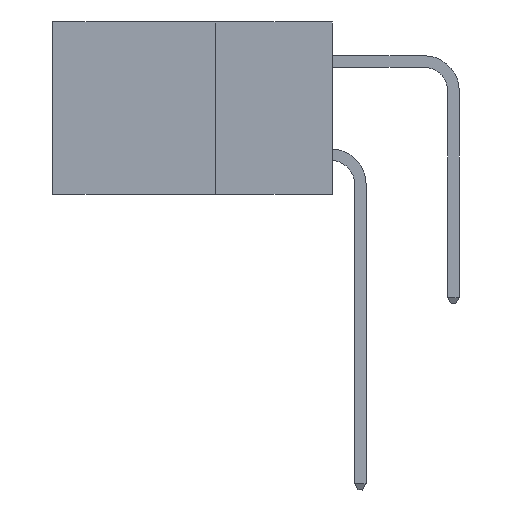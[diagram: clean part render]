
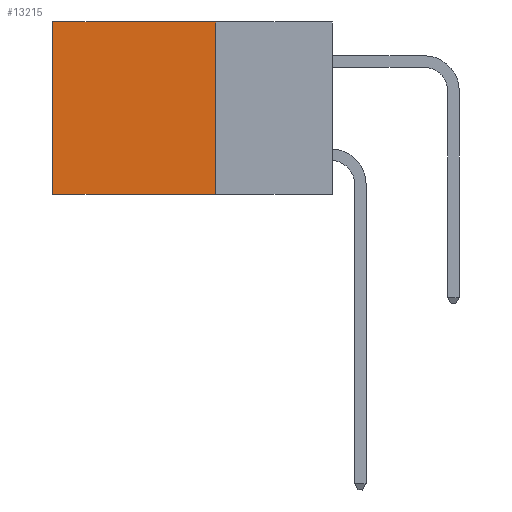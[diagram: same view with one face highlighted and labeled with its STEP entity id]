
A CAD part, left-side view. The second image highlights one B-rep face of the part: STEP entity #13215.
In plain terms, the highlighted planar face has unit normal (-1, 0, 0).
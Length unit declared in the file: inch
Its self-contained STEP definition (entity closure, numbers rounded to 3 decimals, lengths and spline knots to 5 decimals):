
#596 = PLANE ( 'NONE',  #9986 ) ;
#962 = VECTOR ( 'NONE', #3844, 39.37008 ) ;
#1192 = EDGE_CURVE ( 'NONE', #8886, #13717, #12197, .T. ) ;
#1521 = CARTESIAN_POINT ( 'NONE',  ( 0.2615, 0.25, -0.37 ) ) ;
#1800 = VECTOR ( 'NONE', #7028, 39.37008 ) ;
#2137 = CARTESIAN_POINT ( 'NONE',  ( 0.2615, 0.6, -0.37 ) ) ;
#2292 = CARTESIAN_POINT ( 'NONE',  ( 0.2615, 0.25, -0.37 ) ) ;
#2704 = ORIENTED_EDGE ( 'NONE', *, *, #1192, .F. ) ;
#2858 = CARTESIAN_POINT ( 'NONE',  ( 0.2615, 0.25, -0.37 ) ) ;
#3261 = CARTESIAN_POINT ( 'NONE',  ( 0.2615, 0.25, 0. ) ) ;
#3732 = ORIENTED_EDGE ( 'NONE', *, *, #12003, .T. ) ;
#3844 = DIRECTION ( 'NONE',  ( 0., 0., -1. ) ) ;
#3929 = CARTESIAN_POINT ( 'NONE',  ( 0.2615, 0.25, -0.37 ) ) ;
#4009 = VERTEX_POINT ( 'NONE', #6406 ) ;
#4052 = EDGE_CURVE ( 'NONE', #9632, #13717, #9666, .T. ) ;
#4632 = VECTOR ( 'NONE', #13806, 39.37008 ) ;
#4923 = DIRECTION ( 'NONE',  ( 1., 0., 0. ) ) ;
#5070 = CARTESIAN_POINT ( 'NONE',  ( 0.2615, 0.6, 0. ) ) ;
#5379 = LINE ( 'NONE', #3261, #6562 ) ;
#5822 = FACE_OUTER_BOUND ( 'NONE', #13123, .T. ) ;
#5953 = LINE ( 'NONE', #2858, #962 ) ;
#6406 = CARTESIAN_POINT ( 'NONE',  ( 0.2615, 0.25, 0. ) ) ;
#6562 = VECTOR ( 'NONE', #7562, 39.37008 ) ;
#6713 = ORIENTED_EDGE ( 'NONE', *, *, #4052, .T. ) ;
#7028 = DIRECTION ( 'NONE',  ( 0., 1., 0. ) ) ;
#7562 = DIRECTION ( 'NONE',  ( 0., 1., 0. ) ) ;
#8886 = VERTEX_POINT ( 'NONE', #2292 ) ;
#9632 = VERTEX_POINT ( 'NONE', #5070 ) ;
#9666 = LINE ( 'NONE', #10642, #4632 ) ;
#9986 = AXIS2_PLACEMENT_3D ( 'NONE', #3929, #4923, #12534 ) ;
#10642 = CARTESIAN_POINT ( 'NONE',  ( 0.2615, 0.6, -0.37 ) ) ;
#12003 = EDGE_CURVE ( 'NONE', #4009, #9632, #5379, .T. ) ;
#12197 = LINE ( 'NONE', #1521, #1800 ) ;
#12534 = DIRECTION ( 'NONE',  ( 0., 0., -1. ) ) ;
#13059 = ORIENTED_EDGE ( 'NONE', *, *, #13641, .F. ) ;
#13123 = EDGE_LOOP ( 'NONE', ( #6713, #2704, #13059, #3732 ) ) ;
#13215 = ADVANCED_FACE ( 'NONE', ( #5822 ), #596, .F. ) ;
#13641 = EDGE_CURVE ( 'NONE', #4009, #8886, #5953, .T. ) ;
#13717 = VERTEX_POINT ( 'NONE', #2137 ) ;
#13806 = DIRECTION ( 'NONE',  ( 0., 0., -1. ) ) ;
